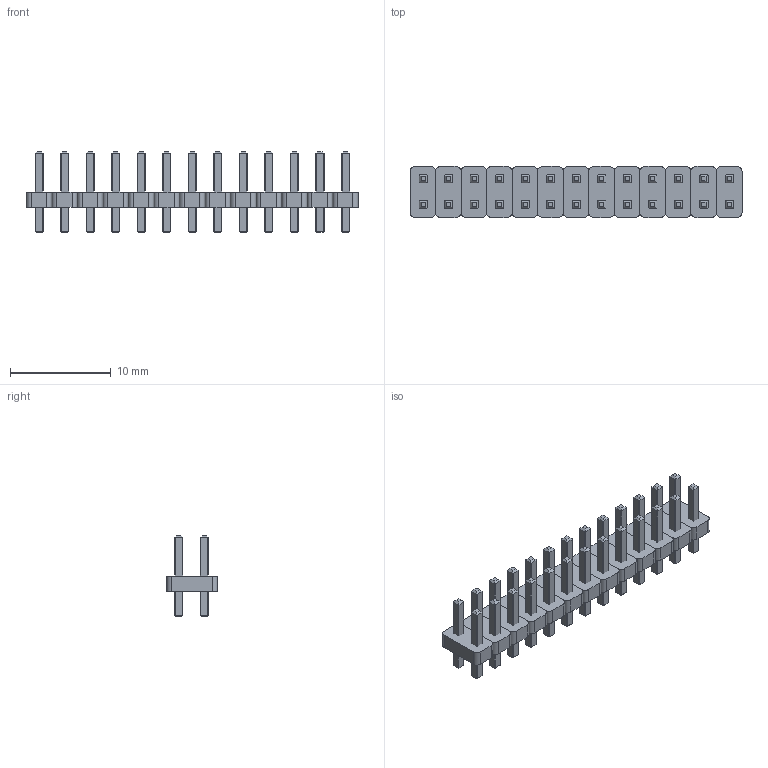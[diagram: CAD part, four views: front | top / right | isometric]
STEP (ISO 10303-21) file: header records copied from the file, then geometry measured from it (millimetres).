
FILE_DESCRIPTION(/* description */ (''),/* implementation_level */ '2;1');
FILE_NAME(/* name */ 'PIN_0.8mm_13x2.step',/* time_stamp */ '2019-04-17T23:19:55+03:00',/* author */ (''),/* organization */ (''),/* preprocessor_version */ 'ST-DEVELOPER v17.2',/* originating_system */ 'Autodesk Translation Framework v7.6.0.251',/* authorisation */ '');
FILE_SCHEMA (('AUTOMOTIVE_DESIGN { 1 0 10303 214 3 1 1 }'));
Length unit declared in the file: millimetre
Products named in the file (2): (Unsaved); PIN_0
Assembly tree (1 placements, depth 2):
  (Unsaved)
    PIN_0
Bounding box: 33.02 x 5.08 x 8 mm (x, y, z)
Volume: 348 mm3; surface area: 1349.3 mm2
Topology: 39 solids, 39 shells, 663 faces, 1716 edges, 1144 vertices
Faces by surface type: plane 611, cylinder 52
Entity records: 19923 total; most frequent: CARTESIAN_POINT 3526, ORIENTED_EDGE 3432, DIRECTION 3152, EDGE_CURVE 1716, LINE 1612, VECTOR 1612, VERTEX_POINT 1144, AXIS2_PLACEMENT_3D 770
